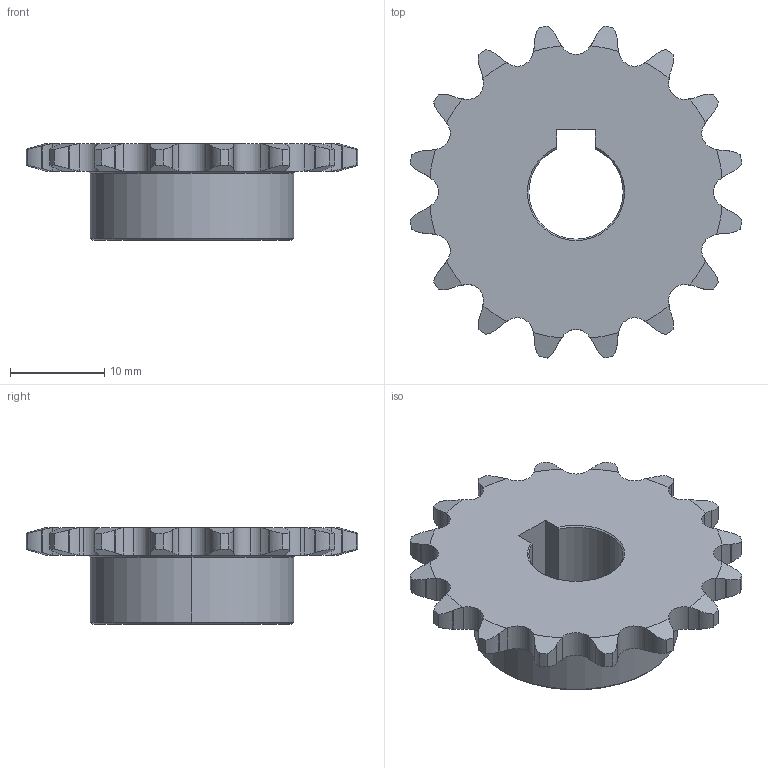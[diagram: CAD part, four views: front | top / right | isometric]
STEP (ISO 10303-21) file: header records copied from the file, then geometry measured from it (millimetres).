
FILE_DESCRIPTION (( 'STEP AP214' ), '1' );
FILE_NAME ('am-2182 s25-16h-394k.STEP', '2018-02-15T19:25:51', ( '' ), ( '' ), 'SwSTEP 2.0', 'SolidWorks 2017', '' );
FILE_SCHEMA (( 'AUTOMOTIVE_DESIGN' ));
Length unit declared in the file: inch
Products named in the file (1): am-2182 s25-16h-394k
Bounding box: 35.21 x 35.21 x 10.29 mm (x, y, z)
Volume: 4131.9 mm3; surface area: 2678.3 mm2
Topology: 1 solids, 1 shells, 188 faces, 547 edges, 362 vertices
Faces by surface type: cylinder 108, cone 42, plane 38
Entity records: 6625 total; most frequent: CARTESIAN_POINT 1822, ORIENTED_EDGE 1094, DIRECTION 915, EDGE_CURVE 547, AXIS2_PLACEMENT_3D 379, VERTEX_POINT 362, B_SPLINE_CURVE_WITH_KNOTS 200, EDGE_LOOP 191
